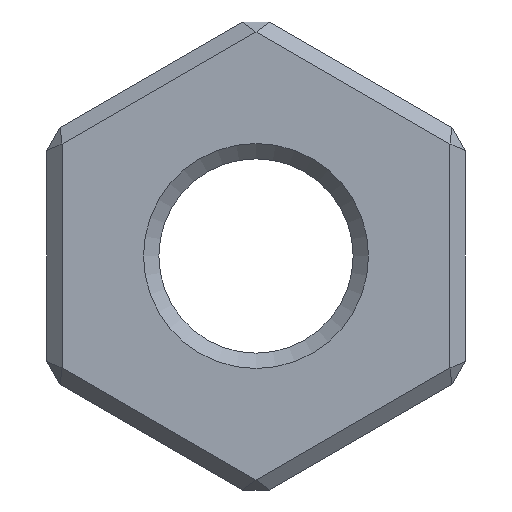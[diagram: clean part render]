
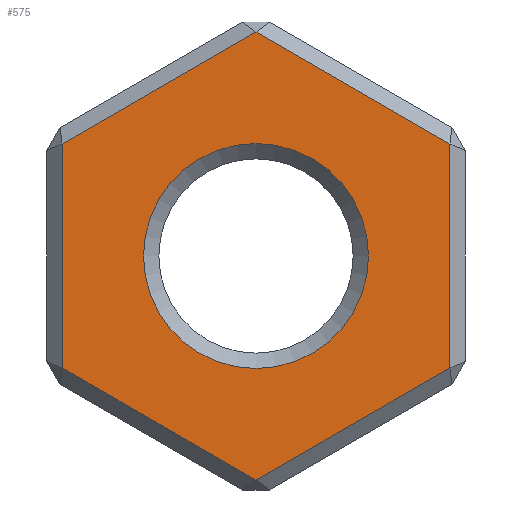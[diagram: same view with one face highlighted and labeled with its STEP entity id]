
A CAD part, front view. The second image highlights one B-rep face of the part: STEP entity #575.
In plain terms, the highlighted planar face has unit normal (0, -1, 0).
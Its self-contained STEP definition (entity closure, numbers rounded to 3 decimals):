
#15=FACE_BOUND('',#100,.T.);
#17=PLANE('',#633);
#58=FACE_OUTER_BOUND('',#99,.T.);
#99=EDGE_LOOP('',(#421,#422,#423,#424,#425,#426));
#100=EDGE_LOOP('',(#427));
#142=LINE('',#854,#217);
#143=LINE('',#856,#218);
#144=LINE('',#858,#219);
#145=LINE('',#860,#220);
#146=LINE('',#862,#221);
#147=LINE('',#863,#222);
#217=VECTOR('',#689,10.);
#218=VECTOR('',#690,10.);
#219=VECTOR('',#691,10.);
#220=VECTOR('',#692,10.);
#221=VECTOR('',#693,10.);
#222=VECTOR('',#694,10.);
#291=CIRCLE('',#630,1.465);
#295=VERTEX_POINT('',#844);
#297=VERTEX_POINT('',#852);
#298=VERTEX_POINT('',#853);
#299=VERTEX_POINT('',#855);
#300=VERTEX_POINT('',#857);
#301=VERTEX_POINT('',#859);
#302=VERTEX_POINT('',#861);
#336=EDGE_CURVE('',#295,#295,#291,.T.);
#339=EDGE_CURVE('',#297,#298,#142,.T.);
#340=EDGE_CURVE('',#299,#297,#143,.T.);
#341=EDGE_CURVE('',#300,#299,#144,.T.);
#342=EDGE_CURVE('',#301,#300,#145,.T.);
#343=EDGE_CURVE('',#302,#301,#146,.T.);
#344=EDGE_CURVE('',#298,#302,#147,.T.);
#421=ORIENTED_EDGE('',*,*,#339,.F.);
#422=ORIENTED_EDGE('',*,*,#340,.F.);
#423=ORIENTED_EDGE('',*,*,#341,.F.);
#424=ORIENTED_EDGE('',*,*,#342,.F.);
#425=ORIENTED_EDGE('',*,*,#343,.F.);
#426=ORIENTED_EDGE('',*,*,#344,.F.);
#427=ORIENTED_EDGE('',*,*,#336,.F.);
#575=ADVANCED_FACE('',(#58,#15),#17,.F.);
#630=AXIS2_PLACEMENT_3D('',#846,#680,#681);
#633=AXIS2_PLACEMENT_3D('',#851,#687,#688);
#680=DIRECTION('center_axis',(0.,-1.,0.));
#681=DIRECTION('ref_axis',(1.,0.,0.));
#687=DIRECTION('center_axis',(0.,1.,0.));
#688=DIRECTION('ref_axis',(1.,0.,0.));
#689=DIRECTION('',(-0.866,0.,-0.5));
#690=DIRECTION('',(0.,0.,-1.));
#691=DIRECTION('',(0.866,0.,-0.5));
#692=DIRECTION('',(0.866,0.,0.5));
#693=DIRECTION('',(0.,0.,1.));
#694=DIRECTION('',(-0.866,0.,0.5));
#844=CARTESIAN_POINT('',(-1.465,0.,0.));
#846=CARTESIAN_POINT('Origin',(0.,0.,0.));
#851=CARTESIAN_POINT('Origin',(0.,0.,0.));
#852=CARTESIAN_POINT('',(2.525,0.,-1.458));
#853=CARTESIAN_POINT('',(0.,0.,-2.916));
#854=CARTESIAN_POINT('',(1.944,0.,-1.793));
#855=CARTESIAN_POINT('',(2.525,0.,1.458));
#856=CARTESIAN_POINT('',(2.525,0.,0.787));
#857=CARTESIAN_POINT('',(0.,0.,2.916));
#858=CARTESIAN_POINT('',(0.581,0.,2.58));
#859=CARTESIAN_POINT('',(-2.525,0.,1.458));
#860=CARTESIAN_POINT('',(-1.944,0.,1.793));
#861=CARTESIAN_POINT('',(-2.525,0.,-1.458));
#862=CARTESIAN_POINT('',(-2.525,0.,-0.787));
#863=CARTESIAN_POINT('',(-0.581,0.,-2.58));
